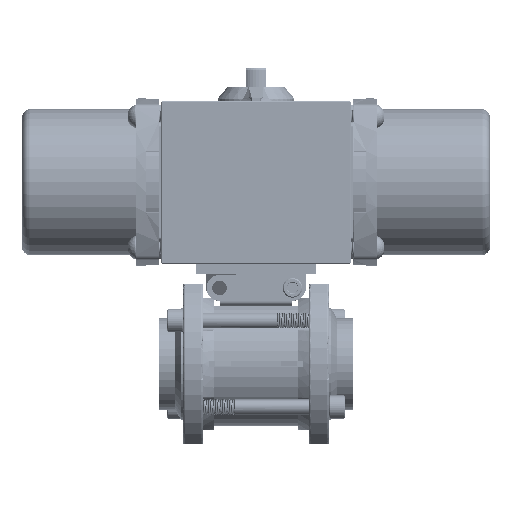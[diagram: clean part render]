
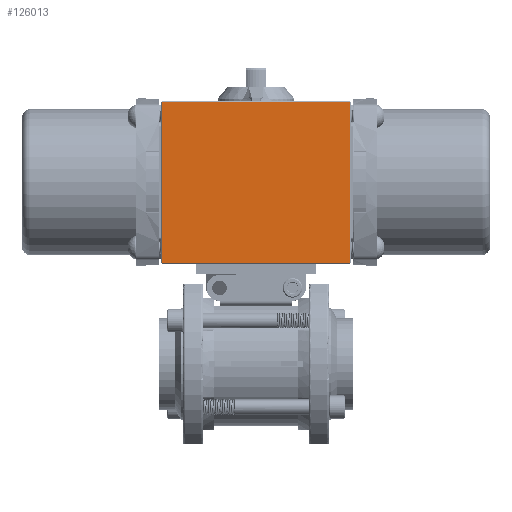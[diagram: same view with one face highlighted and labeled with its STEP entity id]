
A CAD part, top view. The second image highlights one B-rep face of the part: STEP entity #126013.
In plain terms, the highlighted planar face has unit normal (0, 0, 1).
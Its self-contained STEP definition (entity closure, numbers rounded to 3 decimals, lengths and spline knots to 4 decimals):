
#3529 = CARTESIAN_POINT ( 'NONE',  ( -2.253, 2.423, 1.55 ) ) ;
#11479 = CARTESIAN_POINT ( 'NONE',  ( 2.253, 6.303, 1.55 ) ) ;
#12185 = EDGE_LOOP ( 'NONE', ( #171636, #65246, #125052, #62591 ) ) ;
#26874 = EDGE_CURVE ( 'NONE', #207106, #165137, #108146, .T. ) ;
#30021 = CARTESIAN_POINT ( 'NONE',  ( 2.253, 2.423, 1.55 ) ) ;
#34110 = LINE ( 'NONE', #57547, #210091 ) ;
#42869 = DIRECTION ( 'NONE',  ( 0., 0., -1. ) ) ;
#57547 = CARTESIAN_POINT ( 'NONE',  ( -2.273, 6.283, 1.55 ) ) ;
#62591 = ORIENTED_EDGE ( 'NONE', *, *, #26874, .T. ) ;
#62962 = LINE ( 'NONE', #166404, #142916 ) ;
#65246 = ORIENTED_EDGE ( 'NONE', *, *, #98732, .T. ) ;
#88341 = CARTESIAN_POINT ( 'NONE',  ( 2.253, 6.283, 1.55 ) ) ;
#98376 = EDGE_CURVE ( 'NONE', #165137, #141688, #156707, .T. ) ;
#98732 = EDGE_CURVE ( 'NONE', #141688, #175061, #34110, .T. ) ;
#108146 = LINE ( 'NONE', #139497, #148286 ) ;
#110676 = PLANE ( 'NONE',  #140102 ) ;
#111192 = VECTOR ( 'NONE', #200124, 39.3701 ) ;
#125052 = ORIENTED_EDGE ( 'NONE', *, *, #156349, .T. ) ;
#126013 = ADVANCED_FACE ( 'NONE', ( #193687 ), #110676, .F. ) ;
#139497 = CARTESIAN_POINT ( 'NONE',  ( -2.273, 2.423, 1.55 ) ) ;
#140102 = AXIS2_PLACEMENT_3D ( 'NONE', #161543, #42869, #162253 ) ;
#141688 = VERTEX_POINT ( 'NONE', #88341 ) ;
#142916 = VECTOR ( 'NONE', #183481, 39.3701 ) ;
#148286 = VECTOR ( 'NONE', #191003, 39.3701 ) ;
#156349 = EDGE_CURVE ( 'NONE', #175061, #207106, #62962, .T. ) ;
#156707 = LINE ( 'NONE', #11479, #111192 ) ;
#161543 = CARTESIAN_POINT ( 'NONE',  ( -2.273, 6.303, 1.55 ) ) ;
#162253 = DIRECTION ( 'NONE',  ( 0., -1., 0. ) ) ;
#165137 = VERTEX_POINT ( 'NONE', #30021 ) ;
#166404 = CARTESIAN_POINT ( 'NONE',  ( -2.253, 2.403, 1.55 ) ) ;
#171636 = ORIENTED_EDGE ( 'NONE', *, *, #98376, .T. ) ;
#175061 = VERTEX_POINT ( 'NONE', #216568 ) ;
#176896 = DIRECTION ( 'NONE',  ( -1., 0., 0. ) ) ;
#183481 = DIRECTION ( 'NONE',  ( 0., -1., 0. ) ) ;
#191003 = DIRECTION ( 'NONE',  ( 1., 0., 0. ) ) ;
#193687 = FACE_OUTER_BOUND ( 'NONE', #12185, .T. ) ;
#200124 = DIRECTION ( 'NONE',  ( 0., 1., 0. ) ) ;
#207106 = VERTEX_POINT ( 'NONE', #3529 ) ;
#210091 = VECTOR ( 'NONE', #176896, 39.3701 ) ;
#216568 = CARTESIAN_POINT ( 'NONE',  ( -2.253, 6.283, 1.55 ) ) ;
